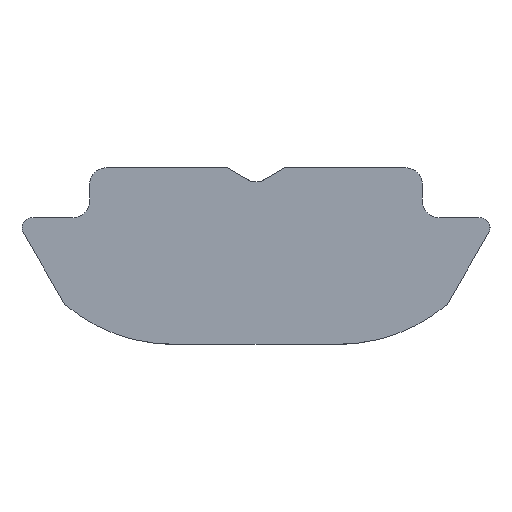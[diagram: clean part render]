
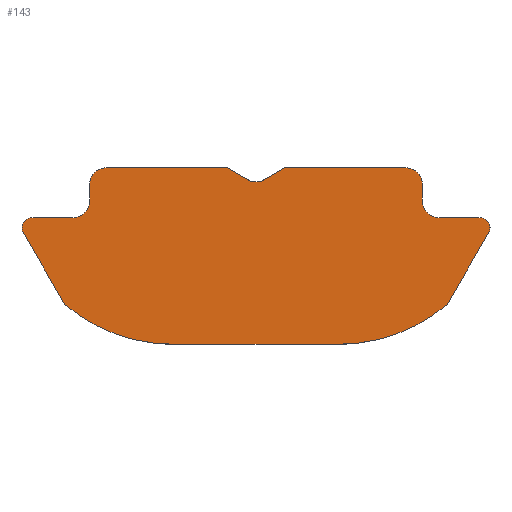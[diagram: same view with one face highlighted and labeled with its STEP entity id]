
A CAD part, left-side view. The second image highlights one B-rep face of the part: STEP entity #143.
In plain terms, the highlighted planar face has unit normal (-1, 0, 0).
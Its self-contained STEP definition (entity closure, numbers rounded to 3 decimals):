
#143=ADVANCED_FACE('',(#280),#281,.F.);
#280=FACE_OUTER_BOUND('',#408,.T.);
#281=PLANE('',#409);
#408=EDGE_LOOP('',(#777,#778,#779,#780,#781,#782,#783,#784,#785,#786,#787,#788,#789,#790,#791,#792,#793,#794,#795,#796,#797,#798,#799,#800,#801,#802,#803,#804));
#409=AXIS2_PLACEMENT_3D('',#805,#806,#807);
#777=ORIENTED_EDGE('',*,*,#910,.F.);
#778=ORIENTED_EDGE('',*,*,#915,.F.);
#779=ORIENTED_EDGE('',*,*,#903,.F.);
#780=ORIENTED_EDGE('',*,*,#896,.F.);
#781=ORIENTED_EDGE('',*,*,#920,.F.);
#782=ORIENTED_EDGE('',*,*,#841,.F.);
#783=ORIENTED_EDGE('',*,*,#924,.F.);
#784=ORIENTED_EDGE('',*,*,#928,.F.);
#785=ORIENTED_EDGE('',*,*,#930,.F.);
#786=ORIENTED_EDGE('',*,*,#838,.F.);
#787=ORIENTED_EDGE('',*,*,#934,.F.);
#788=ORIENTED_EDGE('',*,*,#831,.F.);
#789=ORIENTED_EDGE('',*,*,#938,.F.);
#790=ORIENTED_EDGE('',*,*,#941,.F.);
#791=ORIENTED_EDGE('',*,*,#826,.F.);
#792=ORIENTED_EDGE('',*,*,#944,.F.);
#793=ORIENTED_EDGE('',*,*,#888,.F.);
#794=ORIENTED_EDGE('',*,*,#846,.F.);
#795=ORIENTED_EDGE('',*,*,#893,.F.);
#796=ORIENTED_EDGE('',*,*,#947,.F.);
#797=ORIENTED_EDGE('',*,*,#821,.F.);
#798=ORIENTED_EDGE('',*,*,#951,.F.);
#799=ORIENTED_EDGE('',*,*,#955,.F.);
#800=ORIENTED_EDGE('',*,*,#957,.F.);
#801=ORIENTED_EDGE('',*,*,#818,.F.);
#802=ORIENTED_EDGE('',*,*,#961,.F.);
#803=ORIENTED_EDGE('',*,*,#811,.F.);
#804=ORIENTED_EDGE('',*,*,#964,.F.);
#805=CARTESIAN_POINT('',(-10.0,0.0,-1.002));
#806=DIRECTION('',(1.0,0.0,0.0));
#807=DIRECTION('',(0.0,1.0,-0.0));
#811=EDGE_CURVE('',#969,#972,#973,.T.);
#818=EDGE_CURVE('',#983,#979,#985,.T.);
#821=EDGE_CURVE('',#987,#990,#991,.T.);
#826=EDGE_CURVE('',#996,#999,#1000,.T.);
#831=EDGE_CURVE('',#1005,#1008,#1009,.T.);
#838=EDGE_CURVE('',#1019,#1015,#1021,.T.);
#841=EDGE_CURVE('',#1023,#1026,#1027,.T.);
#846=EDGE_CURVE('',#1032,#1035,#1036,.T.);
#888=EDGE_CURVE('',#1035,#1102,#1103,.T.);
#893=EDGE_CURVE('',#1108,#1032,#1110,.T.);
#896=EDGE_CURVE('',#1112,#1114,#1115,.T.);
#903=EDGE_CURVE('',#1114,#1124,#1125,.T.);
#910=EDGE_CURVE('',#1132,#1134,#1135,.T.);
#915=EDGE_CURVE('',#1124,#1132,#1142,.T.);
#920=EDGE_CURVE('',#1026,#1112,#1147,.T.);
#924=EDGE_CURVE('',#1151,#1023,#1153,.T.);
#928=EDGE_CURVE('',#1157,#1151,#1159,.T.);
#930=EDGE_CURVE('',#1015,#1157,#1161,.T.);
#934=EDGE_CURVE('',#1008,#1019,#1165,.T.);
#938=EDGE_CURVE('',#1169,#1005,#1171,.T.);
#941=EDGE_CURVE('',#999,#1169,#1174,.T.);
#944=EDGE_CURVE('',#1102,#996,#1177,.T.);
#947=EDGE_CURVE('',#990,#1108,#1180,.T.);
#951=EDGE_CURVE('',#1184,#987,#1186,.T.);
#955=EDGE_CURVE('',#1190,#1184,#1192,.T.);
#957=EDGE_CURVE('',#979,#1190,#1194,.T.);
#961=EDGE_CURVE('',#972,#983,#1198,.T.);
#964=EDGE_CURVE('',#1134,#969,#1201,.T.);
#969=VERTEX_POINT('',#1206);
#972=VERTEX_POINT('',#1210);
#973=CIRCLE('',#1211,0.5);
#979=VERTEX_POINT('',#1218);
#983=VERTEX_POINT('',#1223);
#985=CIRCLE('',#1226,0.5);
#987=VERTEX_POINT('',#1228);
#990=VERTEX_POINT('',#1232);
#991=CIRCLE('',#1233,0.3);
#996=VERTEX_POINT('',#1239);
#999=VERTEX_POINT('',#1243);
#1000=CIRCLE('',#1244,5.0);
#1005=VERTEX_POINT('',#1250);
#1008=VERTEX_POINT('',#1254);
#1009=CIRCLE('',#1255,0.3);
#1015=VERTEX_POINT('',#1262);
#1019=VERTEX_POINT('',#1267);
#1021=CIRCLE('',#1270,0.5);
#1023=VERTEX_POINT('',#1272);
#1026=VERTEX_POINT('',#1276);
#1027=CIRCLE('',#1277,0.5);
#1032=VERTEX_POINT('',#1283);
#1035=VERTEX_POINT('',#1287);
#1036=CIRCLE('',#1288,5.);
#1102=VERTEX_POINT('',#1398);
#1103=LINE('',#1399,#1400);
#1108=VERTEX_POINT('',#1406);
#1110=CIRCLE('',#1409,5.);
#1112=VERTEX_POINT('',#1411);
#1114=VERTEX_POINT('',#1414);
#1115=LINE('',#1415,#1416);
#1124=VERTEX_POINT('',#1429);
#1125=LINE('',#1430,#1431);
#1132=VERTEX_POINT('',#1441);
#1134=VERTEX_POINT('',#1444);
#1135=LINE('',#1445,#1446);
#1142=LINE('',#1456,#1457);
#1147=LINE('',#1464,#1465);
#1151=VERTEX_POINT('',#1469);
#1153=CIRCLE('',#1472,0.5);
#1157=VERTEX_POINT('',#1477);
#1159=LINE('',#1480,#1481);
#1161=CIRCLE('',#1483,0.5);
#1165=LINE('',#1488,#1489);
#1169=VERTEX_POINT('',#1493);
#1171=CIRCLE('',#1496,0.3);
#1174=LINE('',#1500,#1501);
#1177=CIRCLE('',#1504,5.0);
#1180=LINE('',#1508,#1509);
#1184=VERTEX_POINT('',#1513);
#1186=CIRCLE('',#1516,0.3);
#1190=VERTEX_POINT('',#1521);
#1192=LINE('',#1524,#1525);
#1194=CIRCLE('',#1527,0.5);
#1198=LINE('',#1532,#1533);
#1201=CIRCLE('',#1536,0.5);
#1206=CARTESIAN_POINT('',(-10.0,-4.854,1.354));
#1210=CARTESIAN_POINT('',(-10.0,-5.0,1.0));
#1211=AXIS2_PLACEMENT_3D('',#1541,#1542,#1543);
#1218=CARTESIAN_POINT('',(-10.0,-5.146,0.146));
#1223=CARTESIAN_POINT('',(-10.0,-5.0,0.5));
#1226=AXIS2_PLACEMENT_3D('',#1553,#1554,#1555);
#1228=CARTESIAN_POINT('',(-10.0,-6.99,-0.15));
#1232=CARTESIAN_POINT('',(-10.0,-6.99,-0.45));
#1233=AXIS2_PLACEMENT_3D('',#1557,#1558,#1559);
#1239=CARTESIAN_POINT('',(-10.0,4.231,-3.491));
#1243=CARTESIAN_POINT('',(-10.0,5.748,-2.601));
#1244=AXIS2_PLACEMENT_3D('',#1565,#1566,#1567);
#1250=CARTESIAN_POINT('',(-10.0,6.99,-0.15));
#1254=CARTESIAN_POINT('',(-10.0,6.73,0.0));
#1255=AXIS2_PLACEMENT_3D('',#1573,#1574,#1575);
#1262=CARTESIAN_POINT('',(-10.0,5.146,0.146));
#1267=CARTESIAN_POINT('',(-10.0,5.5,0.0));
#1270=AXIS2_PLACEMENT_3D('',#1585,#1586,#1587);
#1272=CARTESIAN_POINT('',(-10.0,4.854,1.354));
#1276=CARTESIAN_POINT('',(-10.0,4.5,1.5));
#1277=AXIS2_PLACEMENT_3D('',#1589,#1590,#1591);
#1283=CARTESIAN_POINT('',(-10.0,-4.231,-3.491));
#1287=CARTESIAN_POINT('',(-10.0,-2.5,-3.8));
#1288=AXIS2_PLACEMENT_3D('',#1597,#1598,#1599);
#1398=CARTESIAN_POINT('',(-10.0,2.5,-3.8));
#1399=CARTESIAN_POINT('',(-10.0,-2.5,-3.8));
#1400=VECTOR('',#1673,5.0);
#1406=CARTESIAN_POINT('',(-10.0,-5.748,-2.601));
#1409=AXIS2_PLACEMENT_3D('',#1679,#1680,#1681);
#1411=CARTESIAN_POINT('',(-10.0,0.866,1.5));
#1414=CARTESIAN_POINT('',(-10.0,0.134,1.077));
#1415=CARTESIAN_POINT('',(-10.0,0.866,1.5));
#1416=VECTOR('',#1683,0.845);
#1429=CARTESIAN_POINT('',(-10.0,-0.134,1.077));
#1430=CARTESIAN_POINT('',(-10.0,0.134,1.077));
#1431=VECTOR('',#1688,0.268);
#1441=CARTESIAN_POINT('',(-10.0,-0.866,1.5));
#1444=CARTESIAN_POINT('',(-10.0,-4.5,1.5));
#1445=CARTESIAN_POINT('',(-10.0,-0.866,1.5));
#1446=VECTOR('',#1693,3.634);
#1456=CARTESIAN_POINT('',(-10.0,-0.134,1.077));
#1457=VECTOR('',#1697,0.845);
#1464=CARTESIAN_POINT('',(-10.0,4.5,1.5));
#1465=VECTOR('',#1700,3.634);
#1469=CARTESIAN_POINT('',(-10.0,5.0,1.0));
#1472=AXIS2_PLACEMENT_3D('',#1705,#1706,#1707);
#1477=CARTESIAN_POINT('',(-10.0,5.0,0.5));
#1480=CARTESIAN_POINT('',(-10.0,5.0,0.5));
#1481=VECTOR('',#1710,0.5);
#1483=AXIS2_PLACEMENT_3D('',#1711,#1712,#1713);
#1488=CARTESIAN_POINT('',(-10.0,6.73,0.0));
#1489=VECTOR('',#1718,1.23);
#1493=CARTESIAN_POINT('',(-10.0,6.99,-0.45));
#1496=AXIS2_PLACEMENT_3D('',#1723,#1724,#1725);
#1500=CARTESIAN_POINT('',(-10.0,5.748,-2.601));
#1501=VECTOR('',#1727,2.484);
#1504=AXIS2_PLACEMENT_3D('',#1731,#1732,#1733);
#1508=CARTESIAN_POINT('',(-10.0,-6.99,-0.45));
#1509=VECTOR('',#1735,2.484);
#1513=CARTESIAN_POINT('',(-10.0,-6.73,0.));
#1516=AXIS2_PLACEMENT_3D('',#1740,#1741,#1742);
#1521=CARTESIAN_POINT('',(-10.0,-5.5,0.0));
#1524=CARTESIAN_POINT('',(-10.0,-5.5,0.0));
#1525=VECTOR('',#1745,1.23);
#1527=AXIS2_PLACEMENT_3D('',#1746,#1747,#1748);
#1532=CARTESIAN_POINT('',(-10.0,-5.0,1.0));
#1533=VECTOR('',#1753,0.5);
#1536=AXIS2_PLACEMENT_3D('',#1757,#1758,#1759);
#1541=CARTESIAN_POINT('',(-10.0,-4.5,1.0));
#1542=DIRECTION('',(1.0,0.0,0.0));
#1543=DIRECTION('',(0.0,-0.707,0.707));
#1553=CARTESIAN_POINT('',(-10.0,-5.5,0.5));
#1554=DIRECTION('',(-1.0,0.0,0.0));
#1555=DIRECTION('',(0.0,0.707,-0.707));
#1557=CARTESIAN_POINT('',(-10.0,-6.73,-0.3));
#1558=DIRECTION('',(1.0,0.0,0.0));
#1559=DIRECTION('',(0.0,-0.866,0.5));
#1565=CARTESIAN_POINT('',(-10.0,2.5,1.2));
#1566=DIRECTION('',(1.0,0.0,0.0));
#1567=DIRECTION('',(0.0,0.346,-0.938));
#1573=CARTESIAN_POINT('',(-10.0,6.73,-0.3));
#1574=DIRECTION('',(1.0,0.0,-0.0));
#1575=DIRECTION('',(0.0,0.866,0.5));
#1585=CARTESIAN_POINT('',(-10.0,5.5,0.5));
#1586=DIRECTION('',(-1.0,-0.0,0.0));
#1587=DIRECTION('',(0.0,-0.707,-0.707));
#1589=CARTESIAN_POINT('',(-10.0,4.5,1.0));
#1590=DIRECTION('',(1.0,0.0,-0.0));
#1591=DIRECTION('',(0.0,0.707,0.707));
#1597=CARTESIAN_POINT('',(-10.0,-2.5,1.2));
#1598=DIRECTION('',(1.0,0.0,0.0));
#1599=DIRECTION('',(0.0,-0.346,-0.938));
#1673=DIRECTION('',(0.0,1.0,0.0));
#1679=CARTESIAN_POINT('',(-10.0,-2.5,1.2));
#1680=DIRECTION('',(1.0,0.0,0.0));
#1681=DIRECTION('',(0.0,-0.346,-0.938));
#1683=DIRECTION('',(0.0,-0.866,-0.5));
#1688=DIRECTION('',(0.0,-1.0,0.0));
#1693=DIRECTION('',(0.0,-1.0,0.0));
#1697=DIRECTION('',(0.0,-0.866,0.5));
#1700=DIRECTION('',(0.0,-1.0,0.0));
#1705=CARTESIAN_POINT('',(-10.0,4.5,1.0));
#1706=DIRECTION('',(1.0,0.0,-0.0));
#1707=DIRECTION('',(0.0,0.707,0.707));
#1710=DIRECTION('',(0.0,0.0,1.0));
#1711=CARTESIAN_POINT('',(-10.0,5.5,0.5));
#1712=DIRECTION('',(-1.0,-0.0,0.0));
#1713=DIRECTION('',(0.0,-0.707,-0.707));
#1718=DIRECTION('',(0.0,-1.0,0.0));
#1723=CARTESIAN_POINT('',(-10.0,6.73,-0.3));
#1724=DIRECTION('',(1.0,0.0,-0.0));
#1725=DIRECTION('',(0.0,0.866,0.5));
#1727=DIRECTION('',(0.0,0.5,0.866));
#1731=CARTESIAN_POINT('',(-10.0,2.5,1.2));
#1732=DIRECTION('',(1.0,0.0,0.0));
#1733=DIRECTION('',(0.0,0.346,-0.938));
#1735=DIRECTION('',(0.0,0.5,-0.866));
#1740=CARTESIAN_POINT('',(-10.0,-6.73,-0.3));
#1741=DIRECTION('',(1.0,0.0,0.0));
#1742=DIRECTION('',(0.0,-0.866,0.5));
#1745=DIRECTION('',(0.0,-1.0,0.0));
#1746=CARTESIAN_POINT('',(-10.0,-5.5,0.5));
#1747=DIRECTION('',(-1.0,0.0,0.0));
#1748=DIRECTION('',(0.0,0.707,-0.707));
#1753=DIRECTION('',(0.0,0.0,-1.0));
#1757=CARTESIAN_POINT('',(-10.0,-4.5,1.0));
#1758=DIRECTION('',(1.0,0.0,0.0));
#1759=DIRECTION('',(0.0,-0.707,0.707));
